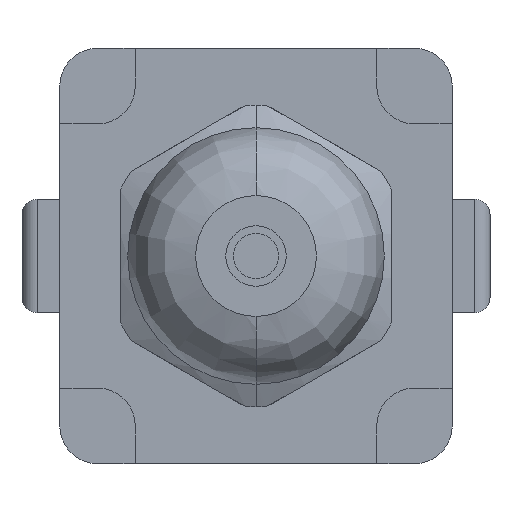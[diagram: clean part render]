
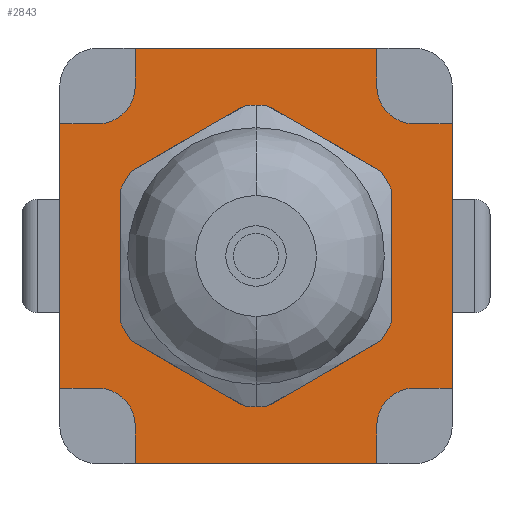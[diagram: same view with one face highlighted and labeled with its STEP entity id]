
A CAD part, front view. The second image highlights one B-rep face of the part: STEP entity #2843.
In plain terms, the highlighted planar face has unit normal (0, -1, 0).
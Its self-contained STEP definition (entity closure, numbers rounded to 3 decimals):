
#635=CARTESIAN_POINT('',(0.,-257.,-27.5));
#636=DIRECTION('',(0.,1.,0.));
#637=DIRECTION('',(0.,0.,1.));
#638=AXIS2_PLACEMENT_3D('',#635,#636,#637);
#643=CARTESIAN_POINT('',(0.,-257.,-27.5));
#644=DIRECTION('',(0.,1.,0.));
#645=DIRECTION('',(0.,0.,-1.));
#646=AXIS2_PLACEMENT_3D('',#643,#644,#645);
#651=DIRECTION('',(0.,0.,1.));
#652=VECTOR('',#651,5.);
#653=CARTESIAN_POINT('',(-16.,-257.,-55.));
#654=LINE('',#653,#652);
#658=CARTESIAN_POINT('',(-21.,-257.,-50.));
#659=DIRECTION('',(0.,-1.,0.));
#660=DIRECTION('',(1.,0.,0.));
#661=AXIS2_PLACEMENT_3D('',#658,#659,#660);
#666=DIRECTION('',(1.,0.,0.));
#667=VECTOR('',#666,5.);
#668=CARTESIAN_POINT('',(-26.,-257.,-45.));
#669=LINE('',#668,#667);
#673=DIRECTION('',(0.,0.,1.));
#674=VECTOR('',#673,35.);
#675=CARTESIAN_POINT('',(-26.,-257.,-45.));
#676=LINE('',#675,#674);
#680=DIRECTION('',(1.,0.,0.));
#681=VECTOR('',#680,5.);
#682=CARTESIAN_POINT('',(-26.,-257.,-10.));
#683=LINE('',#682,#681);
#687=CARTESIAN_POINT('',(-21.,-257.,-5.));
#688=DIRECTION('',(0.,-1.,0.));
#689=DIRECTION('',(0.,0.,-1.));
#690=AXIS2_PLACEMENT_3D('',#687,#688,#689);
#695=DIRECTION('',(0.,0.,-1.));
#696=VECTOR('',#695,5.);
#697=CARTESIAN_POINT('',(-16.,-257.,0.));
#698=LINE('',#697,#696);
#702=DIRECTION('',(1.,0.,0.));
#703=VECTOR('',#702,32.);
#704=CARTESIAN_POINT('',(-16.,-257.,0.));
#705=LINE('',#704,#703);
#709=DIRECTION('',(0.,0.,-1.));
#710=VECTOR('',#709,5.);
#711=CARTESIAN_POINT('',(16.,-257.,0.));
#712=LINE('',#711,#710);
#716=CARTESIAN_POINT('',(21.,-257.,-5.));
#717=DIRECTION('',(0.,-1.,0.));
#718=DIRECTION('',(-1.,0.,0.));
#719=AXIS2_PLACEMENT_3D('',#716,#717,#718);
#724=DIRECTION('',(-1.,0.,0.));
#725=VECTOR('',#724,5.);
#726=CARTESIAN_POINT('',(26.,-257.,-10.));
#727=LINE('',#726,#725);
#731=DIRECTION('',(0.,0.,-1.));
#732=VECTOR('',#731,35.);
#733=CARTESIAN_POINT('',(26.,-257.,-10.));
#734=LINE('',#733,#732);
#738=DIRECTION('',(-1.,0.,0.));
#739=VECTOR('',#738,5.);
#740=CARTESIAN_POINT('',(26.,-257.,-45.));
#741=LINE('',#740,#739);
#745=CARTESIAN_POINT('',(21.,-257.,-50.));
#746=DIRECTION('',(0.,-1.,0.));
#747=DIRECTION('',(0.,0.,1.));
#748=AXIS2_PLACEMENT_3D('',#745,#746,#747);
#753=DIRECTION('',(0.,0.,1.));
#754=VECTOR('',#753,5.);
#755=CARTESIAN_POINT('',(16.,-257.,-55.));
#756=LINE('',#755,#754);
#760=DIRECTION('',(-1.,0.,0.));
#761=VECTOR('',#760,32.);
#762=CARTESIAN_POINT('',(16.,-257.,-55.));
#763=LINE('',#762,#761);
#2095=CARTESIAN_POINT('',(0.,-257.,-9.5));
#2096=CARTESIAN_POINT('',(0.,-257.,-45.5));
#2097=VERTEX_POINT('',#2095);
#2098=VERTEX_POINT('',#2096);
#2231=CARTESIAN_POINT('',(-16.,-257.,-55.));
#2232=CARTESIAN_POINT('',(-16.,-257.,-50.));
#2233=VERTEX_POINT('',#2231);
#2234=VERTEX_POINT('',#2232);
#2235=CARTESIAN_POINT('',(-21.,-257.,-45.));
#2236=VERTEX_POINT('',#2235);
#2237=CARTESIAN_POINT('',(-26.,-257.,-45.));
#2238=VERTEX_POINT('',#2237);
#2251=CARTESIAN_POINT('',(-26.,-257.,-10.));
#2252=VERTEX_POINT('',#2251);
#2253=CARTESIAN_POINT('',(16.,-257.,-55.));
#2254=VERTEX_POINT('',#2253);
#2267=CARTESIAN_POINT('',(26.,-257.,-45.));
#2268=CARTESIAN_POINT('',(21.,-257.,-45.));
#2269=VERTEX_POINT('',#2267);
#2270=VERTEX_POINT('',#2268);
#2271=CARTESIAN_POINT('',(16.,-257.,-50.));
#2272=VERTEX_POINT('',#2271);
#2273=CARTESIAN_POINT('',(-21.,-257.,-10.));
#2274=VERTEX_POINT('',#2273);
#2275=CARTESIAN_POINT('',(-16.,-257.,-5.));
#2276=VERTEX_POINT('',#2275);
#2277=CARTESIAN_POINT('',(-16.,-257.,0.));
#2278=VERTEX_POINT('',#2277);
#2279=CARTESIAN_POINT('',(16.,-257.,0.));
#2280=CARTESIAN_POINT('',(16.,-257.,-5.));
#2281=VERTEX_POINT('',#2279);
#2282=VERTEX_POINT('',#2280);
#2283=CARTESIAN_POINT('',(21.,-257.,-10.));
#2284=VERTEX_POINT('',#2283);
#2285=CARTESIAN_POINT('',(26.,-257.,-10.));
#2286=VERTEX_POINT('',#2285);
#2802=CARTESIAN_POINT('',(0.,-257.,0.));
#2803=DIRECTION('',(0.,1.,0.));
#2804=DIRECTION('',(1.,0.,0.));
#2805=AXIS2_PLACEMENT_3D('',#2802,#2803,#2804);
#2806=PLANE('',#2805);
#2808=ORIENTED_EDGE('',*,*,#2807,.T.);
#2810=ORIENTED_EDGE('',*,*,#2809,.T.);
#2812=ORIENTED_EDGE('',*,*,#2811,.F.);
#2813=ORIENTED_EDGE('',*,*,#2639,.T.);
#2815=ORIENTED_EDGE('',*,*,#2814,.T.);
#2817=ORIENTED_EDGE('',*,*,#2816,.T.);
#2819=ORIENTED_EDGE('',*,*,#2818,.F.);
#2820=ORIENTED_EDGE('',*,*,#2769,.T.);
#2821=ORIENTED_EDGE('',*,*,#2793,.T.);
#2823=ORIENTED_EDGE('',*,*,#2822,.T.);
#2825=ORIENTED_EDGE('',*,*,#2824,.F.);
#2826=ORIENTED_EDGE('',*,*,#2497,.T.);
#2828=ORIENTED_EDGE('',*,*,#2827,.T.);
#2830=ORIENTED_EDGE('',*,*,#2829,.T.);
#2832=ORIENTED_EDGE('',*,*,#2831,.F.);
#2834=ORIENTED_EDGE('',*,*,#2833,.T.);
#2835=EDGE_LOOP('',(#2808,#2810,#2812,#2813,#2815,#2817,#2819,#2820,#2821,#2823,
#2825,#2826,#2828,#2830,#2832,#2834));
#2836=FACE_OUTER_BOUND('',#2835,.F.);
#2838=ORIENTED_EDGE('',*,*,#2837,.F.);
#2840=ORIENTED_EDGE('',*,*,#2839,.F.);
#2841=EDGE_LOOP('',(#2838,#2840));
#2842=FACE_BOUND('',#2841,.F.);
#2843=ADVANCED_FACE('',(#2836,#2842),#2806,.F.);
#639=CIRCLE('',#638,18.);
#647=CIRCLE('',#646,18.);
#662=CIRCLE('',#661,5.);
#691=CIRCLE('',#690,5.);
#720=CIRCLE('',#719,5.);
#749=CIRCLE('',#748,5.);
#2497=EDGE_CURVE('',#2286,#2269,#734,.T.);
#2639=EDGE_CURVE('',#2238,#2252,#676,.T.);
#2769=EDGE_CURVE('',#2278,#2281,#705,.T.);
#2793=EDGE_CURVE('',#2281,#2282,#712,.T.);
#2807=EDGE_CURVE('',#2233,#2234,#654,.T.);
#2809=EDGE_CURVE('',#2234,#2236,#662,.T.);
#2811=EDGE_CURVE('',#2238,#2236,#669,.T.);
#2814=EDGE_CURVE('',#2252,#2274,#683,.T.);
#2816=EDGE_CURVE('',#2274,#2276,#691,.T.);
#2818=EDGE_CURVE('',#2278,#2276,#698,.T.);
#2822=EDGE_CURVE('',#2282,#2284,#720,.T.);
#2824=EDGE_CURVE('',#2286,#2284,#727,.T.);
#2827=EDGE_CURVE('',#2269,#2270,#741,.T.);
#2829=EDGE_CURVE('',#2270,#2272,#749,.T.);
#2831=EDGE_CURVE('',#2254,#2272,#756,.T.);
#2833=EDGE_CURVE('',#2254,#2233,#763,.T.);
#2837=EDGE_CURVE('',#2097,#2098,#639,.T.);
#2839=EDGE_CURVE('',#2098,#2097,#647,.T.);
